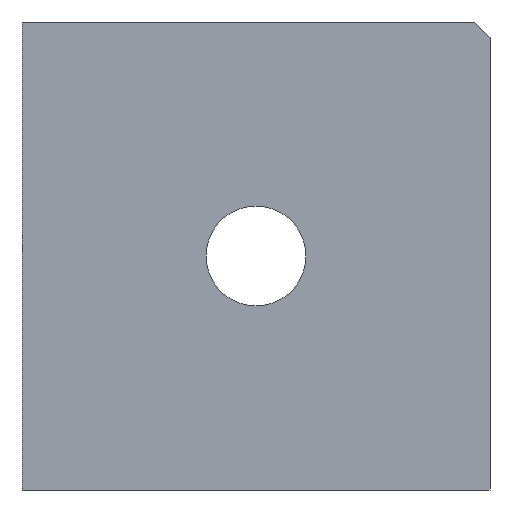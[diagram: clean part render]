
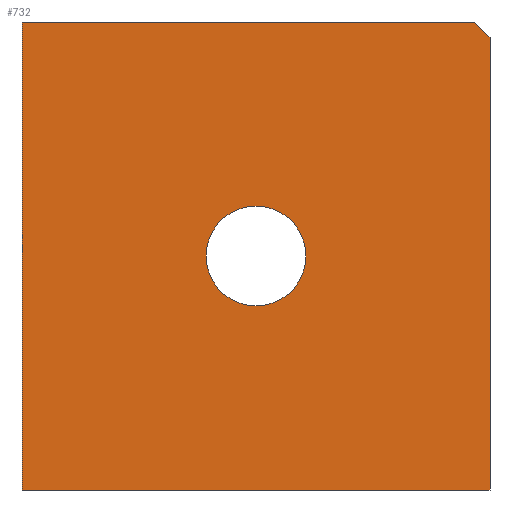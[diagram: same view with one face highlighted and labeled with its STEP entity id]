
A CAD part, left-side view. The second image highlights one B-rep face of the part: STEP entity #732.
In plain terms, the highlighted planar face has unit normal (-1, 0, 0).
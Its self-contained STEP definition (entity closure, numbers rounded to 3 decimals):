
#13 = VERTEX_POINT ( 'NONE', #72 ) ;
#40 = CARTESIAN_POINT ( 'NONE',  ( -7.5, -7.5, 15. ) ) ;
#72 = CARTESIAN_POINT ( 'NONE',  ( -7.5, -7., 15. ) ) ;
#113 = ORIENTED_EDGE ( 'NONE', *, *, #648, .T. ) ;
#122 = DIRECTION ( 'NONE',  ( 1., 0., 0. ) ) ;
#132 = AXIS2_PLACEMENT_3D ( 'NONE', #229, #222, #400 ) ;
#146 = AXIS2_PLACEMENT_3D ( 'NONE', #545, #122, #1070 ) ;
#165 = CARTESIAN_POINT ( 'NONE',  ( -7.5, -7.5, 0. ) ) ;
#172 = CARTESIAN_POINT ( 'NONE',  ( -7.5, -7.5, 15. ) ) ;
#173 = VERTEX_POINT ( 'NONE', #195 ) ;
#193 = CARTESIAN_POINT ( 'NONE',  ( -7.5, 7.5, 15. ) ) ;
#195 = CARTESIAN_POINT ( 'NONE',  ( -7.5, 0., 9.1 ) ) ;
#222 = DIRECTION ( 'NONE',  ( 1., 0., 0. ) ) ;
#229 = CARTESIAN_POINT ( 'NONE',  ( -7.5, 0., 7.5 ) ) ;
#238 = CIRCLE ( 'NONE', #132, 1.6 ) ;
#241 = LINE ( 'NONE', #193, #674 ) ;
#293 = EDGE_LOOP ( 'NONE', ( #403, #702 ) ) ;
#300 = CARTESIAN_POINT ( 'NONE',  ( -7.5, 0., 5.9 ) ) ;
#301 = VECTOR ( 'NONE', #995, 1000. ) ;
#304 = LINE ( 'NONE', #165, #998 ) ;
#319 = EDGE_CURVE ( 'NONE', #327, #13, #645, .T. ) ;
#327 = VERTEX_POINT ( 'NONE', #801 ) ;
#334 = EDGE_CURVE ( 'NONE', #388, #173, #431, .T. ) ;
#337 = DIRECTION ( 'NONE',  ( 0., -1., 0. ) ) ;
#342 = EDGE_LOOP ( 'NONE', ( #567, #361, #569, #1106, #113 ) ) ;
#361 = ORIENTED_EDGE ( 'NONE', *, *, #319, .T. ) ;
#388 = VERTEX_POINT ( 'NONE', #300 ) ;
#400 = DIRECTION ( 'NONE',  ( 0., 0., -1. ) ) ;
#401 = AXIS2_PLACEMENT_3D ( 'NONE', #172, #760, #434 ) ;
#403 = ORIENTED_EDGE ( 'NONE', *, *, #334, .T. ) ;
#426 = DIRECTION ( 'NONE',  ( 0., 0., -1. ) ) ;
#431 = CIRCLE ( 'NONE', #146, 1.6 ) ;
#434 = DIRECTION ( 'NONE',  ( 0., 0., -1. ) ) ;
#458 = DIRECTION ( 'NONE',  ( 0., 0.707, 0.707 ) ) ;
#469 = CARTESIAN_POINT ( 'NONE',  ( -7.5, -7., 15. ) ) ;
#490 = CARTESIAN_POINT ( 'NONE',  ( -7.5, -7.5, 0. ) ) ;
#516 = VERTEX_POINT ( 'NONE', #490 ) ;
#545 = CARTESIAN_POINT ( 'NONE',  ( -7.5, 0., 7.5 ) ) ;
#546 = FACE_BOUND ( 'NONE', #293, .T. ) ;
#567 = ORIENTED_EDGE ( 'NONE', *, *, #693, .F. ) ;
#569 = ORIENTED_EDGE ( 'NONE', *, *, #915, .F. ) ;
#583 = CARTESIAN_POINT ( 'NONE',  ( -7.5, 7.5, 0. ) ) ;
#593 = VECTOR ( 'NONE', #426, 1000. ) ;
#645 = LINE ( 'NONE', #469, #671 ) ;
#648 = EDGE_CURVE ( 'NONE', #1092, #516, #304, .T. ) ;
#671 = VECTOR ( 'NONE', #458, 1000. ) ;
#674 = VECTOR ( 'NONE', #788, 1000. ) ;
#677 = CARTESIAN_POINT ( 'NONE',  ( -7.5, -7.5, 15. ) ) ;
#683 = PLANE ( 'NONE',  #401 ) ;
#693 = EDGE_CURVE ( 'NONE', #327, #516, #730, .T. ) ;
#695 = VERTEX_POINT ( 'NONE', #1095 ) ;
#702 = ORIENTED_EDGE ( 'NONE', *, *, #1065, .T. ) ;
#730 = LINE ( 'NONE', #677, #593 ) ;
#732 = ADVANCED_FACE ( 'NONE', ( #546, #797 ), #683, .F. ) ;
#760 = DIRECTION ( 'NONE',  ( 1., 0., 0. ) ) ;
#788 = DIRECTION ( 'NONE',  ( 0., 0., -1. ) ) ;
#797 = FACE_OUTER_BOUND ( 'NONE', #342, .T. ) ;
#801 = CARTESIAN_POINT ( 'NONE',  ( -7.5, -7.5, 14.5 ) ) ;
#891 = EDGE_CURVE ( 'NONE', #695, #1092, #241, .T. ) ;
#915 = EDGE_CURVE ( 'NONE', #695, #13, #1108, .T. ) ;
#995 = DIRECTION ( 'NONE',  ( 0., -1., 0. ) ) ;
#998 = VECTOR ( 'NONE', #337, 1000. ) ;
#1065 = EDGE_CURVE ( 'NONE', #173, #388, #238, .T. ) ;
#1070 = DIRECTION ( 'NONE',  ( 0., 0., -1. ) ) ;
#1092 = VERTEX_POINT ( 'NONE', #583 ) ;
#1095 = CARTESIAN_POINT ( 'NONE',  ( -7.5, 7.5, 15. ) ) ;
#1106 = ORIENTED_EDGE ( 'NONE', *, *, #891, .T. ) ;
#1108 = LINE ( 'NONE', #40, #301 ) ;
